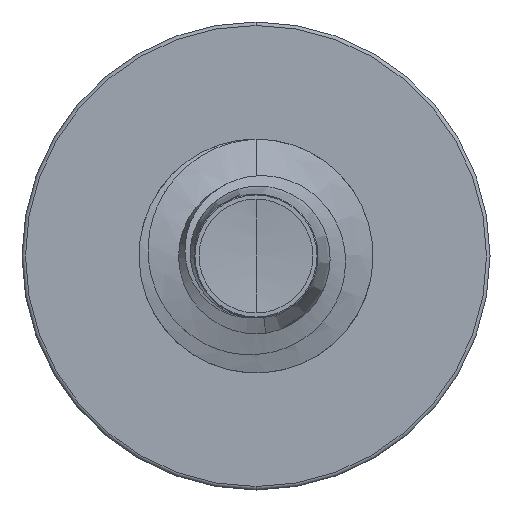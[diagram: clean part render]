
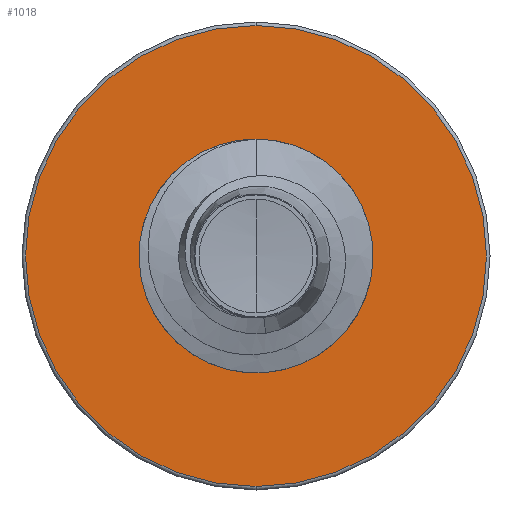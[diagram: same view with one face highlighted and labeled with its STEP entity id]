
A CAD part, front view. The second image highlights one B-rep face of the part: STEP entity #1018.
In plain terms, the highlighted planar face has unit normal (0, -1, 0).
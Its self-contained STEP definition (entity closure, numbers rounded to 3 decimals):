
#679 = CIRCLE ( 'NONE', #2518, 3.694 ) ;
#834 = DIRECTION ( 'NONE',  ( 0., 1., 0. ) ) ;
#1018 = ADVANCED_FACE ( 'NONE', ( #1601, #11311 ), #9827, .F. ) ;
#1071 = VERTEX_POINT ( 'NONE', #5327 ) ;
#1353 = AXIS2_PLACEMENT_3D ( 'NONE', #2207, #7754, #2224 ) ;
#1601 = FACE_OUTER_BOUND ( 'NONE', #2001, .T. ) ;
#1938 = CARTESIAN_POINT ( 'NONE',  ( 0., 11., -7.88 ) ) ;
#2001 = EDGE_LOOP ( 'NONE', ( #9051, #8350 ) ) ;
#2207 = CARTESIAN_POINT ( 'NONE',  ( 0., 11., -3.694 ) ) ;
#2224 = DIRECTION ( 'NONE',  ( 0., 0., 1. ) ) ;
#2237 = AXIS2_PLACEMENT_3D ( 'NONE', #10527, #4873, #11386 ) ;
#2518 = AXIS2_PLACEMENT_3D ( 'NONE', #11089, #5507, #11962 ) ;
#3348 = EDGE_CURVE ( 'NONE', #3939, #6570, #7156, .T. ) ;
#3788 = DIRECTION ( 'NONE',  ( 0., 1., 0. ) ) ;
#3925 = VERTEX_POINT ( 'NONE', #1938 ) ;
#3939 = VERTEX_POINT ( 'NONE', #9585 ) ;
#4873 = DIRECTION ( 'NONE',  ( 0., 1., 0. ) ) ;
#5327 = CARTESIAN_POINT ( 'NONE',  ( 0., 11., 7.88 ) ) ;
#5507 = DIRECTION ( 'NONE',  ( 0., 1., 0. ) ) ;
#6106 = EDGE_CURVE ( 'NONE', #6570, #3939, #679, .T. ) ;
#6570 = VERTEX_POINT ( 'NONE', #10570 ) ;
#6576 = CARTESIAN_POINT ( 'NONE',  ( 0., 11., 0. ) ) ;
#6972 = EDGE_LOOP ( 'NONE', ( #7690, #9519 ) ) ;
#7156 = CIRCLE ( 'NONE', #2237, 3.694 ) ;
#7430 = EDGE_CURVE ( 'NONE', #3925, #1071, #8212, .T. ) ;
#7567 = DIRECTION ( 'NONE',  ( 0., 0., 1. ) ) ;
#7690 = ORIENTED_EDGE ( 'NONE', *, *, #3348, .T. ) ;
#7754 = DIRECTION ( 'NONE',  ( 0., 1., 0. ) ) ;
#8035 = CIRCLE ( 'NONE', #12041, 7.88 ) ;
#8212 = CIRCLE ( 'NONE', #10521, 7.88 ) ;
#8350 = ORIENTED_EDGE ( 'NONE', *, *, #7430, .F. ) ;
#8546 = EDGE_CURVE ( 'NONE', #1071, #3925, #8035, .T. ) ;
#9051 = ORIENTED_EDGE ( 'NONE', *, *, #8546, .F. ) ;
#9499 = CARTESIAN_POINT ( 'NONE',  ( 0., 11., 0. ) ) ;
#9519 = ORIENTED_EDGE ( 'NONE', *, *, #6106, .T. ) ;
#9585 = CARTESIAN_POINT ( 'NONE',  ( 0., 11., 3.694 ) ) ;
#9827 = PLANE ( 'NONE',  #1353 ) ;
#10400 = DIRECTION ( 'NONE',  ( 0., 0., 1. ) ) ;
#10521 = AXIS2_PLACEMENT_3D ( 'NONE', #9499, #3788, #10400 ) ;
#10527 = CARTESIAN_POINT ( 'NONE',  ( 0., 11., 0. ) ) ;
#10570 = CARTESIAN_POINT ( 'NONE',  ( 0., 11., -3.694 ) ) ;
#11089 = CARTESIAN_POINT ( 'NONE',  ( 0., 11., 0. ) ) ;
#11311 = FACE_BOUND ( 'NONE', #6972, .T. ) ;
#11386 = DIRECTION ( 'NONE',  ( 0., 0., 1. ) ) ;
#11962 = DIRECTION ( 'NONE',  ( 0., 0., 1. ) ) ;
#12041 = AXIS2_PLACEMENT_3D ( 'NONE', #6576, #834, #7567 ) ;
